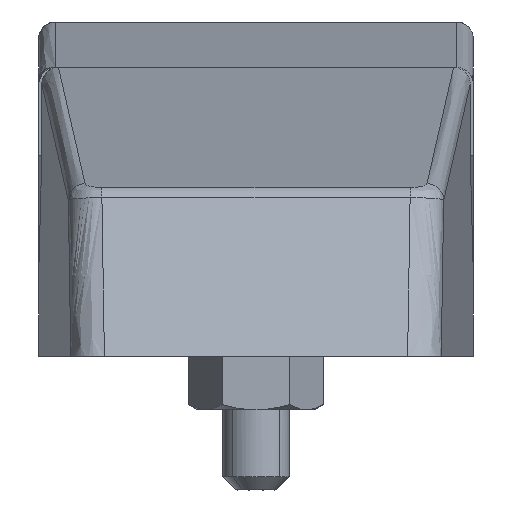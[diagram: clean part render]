
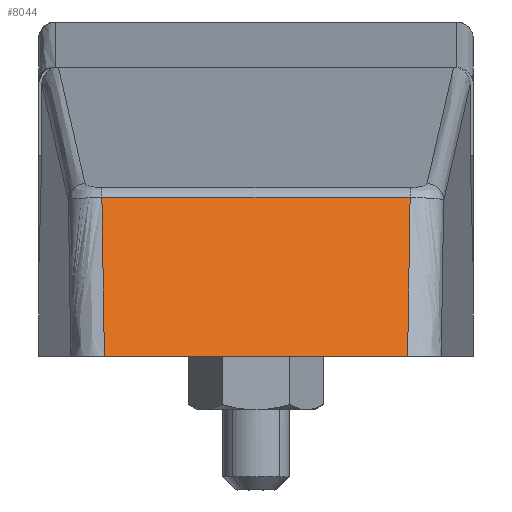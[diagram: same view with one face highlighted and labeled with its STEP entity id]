
A CAD part, left-side view. The second image highlights one B-rep face of the part: STEP entity #8044.
In plain terms, the highlighted free-form (B-spline) face has degree [1, 1] with [2, 2] control points.
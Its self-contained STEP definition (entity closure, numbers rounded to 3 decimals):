
#6488=CARTESIAN_POINT('',(-112.203,-9.22,9.494));
#6489=VERTEX_POINT('',#6488);
#6574=CARTESIAN_POINT('',(-112.203,9.22,9.494));
#6575=VERTEX_POINT('',#6574);
#6584=CARTESIAN_POINT('',(-112.203,-9.22,9.494));
#6585=CARTESIAN_POINT('',(-112.203,9.22,9.494));
#6586=QUASI_UNIFORM_CURVE('',1,(#6584,#6585),.UNSPECIFIED.,.F.,.U.);
#6587=EDGE_CURVE('',#6489,#6575,#6586,.T.);
#7366=CARTESIAN_POINT('',(-116.,9.071,0.0));
#7367=VERTEX_POINT('',#7366);
#7368=CARTESIAN_POINT('',(-112.203,9.22,9.494));
#7369=CARTESIAN_POINT('',(-116.,9.071,0.0));
#7370=QUASI_UNIFORM_CURVE('',1,(#7368,#7369),.UNSPECIFIED.,.F.,.U.);
#7371=EDGE_CURVE('',#6575,#7367,#7370,.T.);
#7419=CARTESIAN_POINT('',(-116.,-9.071,0.0));
#7420=VERTEX_POINT('',#7419);
#7421=CARTESIAN_POINT('',(-116.,-9.071,0.0));
#7422=CARTESIAN_POINT('',(-112.203,-9.22,9.494));
#7423=QUASI_UNIFORM_CURVE('',1,(#7421,#7422),.UNSPECIFIED.,.F.,.U.);
#7424=EDGE_CURVE('',#7420,#6489,#7423,.T.);
#8029=CARTESIAN_POINT('',(-112.013,-10.141,9.968));
#8030=CARTESIAN_POINT('',(-116.19,-10.141,-0.474));
#8031=CARTESIAN_POINT('',(-112.013,10.141,9.968));
#8032=CARTESIAN_POINT('',(-116.19,10.141,-0.474));
#8033=B_SPLINE_SURFACE_WITH_KNOTS('',1,1,((#8029,#8031),(#8030,#8032)),.UNSPECIFIED.,.F.,.F.,.U.,(2,2),(2,2),(0.0,11.246),(0.0,20.283),.UNSPECIFIED.);
#8034=ORIENTED_EDGE('',*,*,#7424,.T.);
#8035=ORIENTED_EDGE('',*,*,#6587,.T.);
#8036=ORIENTED_EDGE('',*,*,#7371,.T.);
#8037=CARTESIAN_POINT('',(-116.,9.071,0.0));
#8038=CARTESIAN_POINT('',(-116.,-9.071,0.0));
#8039=QUASI_UNIFORM_CURVE('',1,(#8037,#8038),.UNSPECIFIED.,.F.,.U.);
#8040=EDGE_CURVE('',#7367,#7420,#8039,.T.);
#8041=ORIENTED_EDGE('',*,*,#8040,.T.);
#8042=EDGE_LOOP('',(#8034,#8035,#8036,#8041));
#8043=FACE_OUTER_BOUND('',#8042,.T.);
#8044=ADVANCED_FACE('',(#8043),#8033,.F.);
